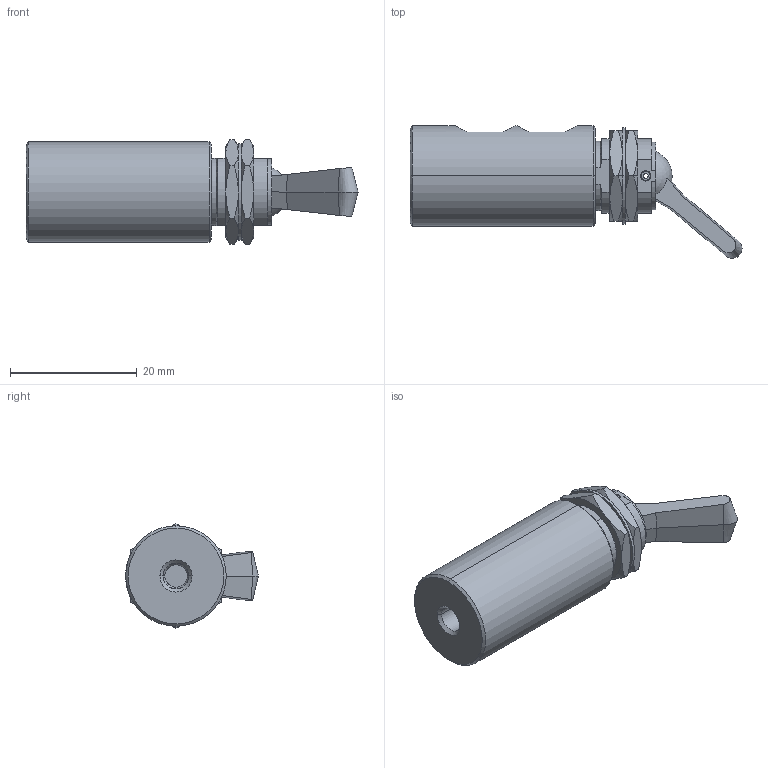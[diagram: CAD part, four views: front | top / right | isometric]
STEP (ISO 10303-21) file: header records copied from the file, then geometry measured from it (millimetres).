
FILE_DESCRIPTION (( 'STEP AP214' ), '1' );
FILE_NAME ('GVS-3C0F-TD-SS.step', '2018-10-25T18:25:56', ( '' ), ( '' ), 'SwSTEP 2.0', 'SolidWorks 2018', '' );
FILE_SCHEMA (( 'AUTOMOTIVE_DESIGN' ));
Length unit declared in the file: inch
Products named in the file (1): GVS-3C0F-TD-SS
Bounding box: 52.44 x 20.94 x 16.51 mm (x, y, z)
Volume: 6320.6 mm3; surface area: 4283.3 mm2
Topology: 6 solids, 6 shells, 255 faces, 657 edges, 415 vertices
Faces by surface type: plane 93, cylinder 91, cone 65, torus 2, sphere 2, bspline 2
Entity records: 11779 total; most frequent: CARTESIAN_POINT 2106, DIRECTION 1325, ORIENTED_EDGE 1306, EDGE_CURVE 653, AXIS2_PLACEMENT_3D 502, VERTEX_POINT 413, LINE 321, VECTOR 321
